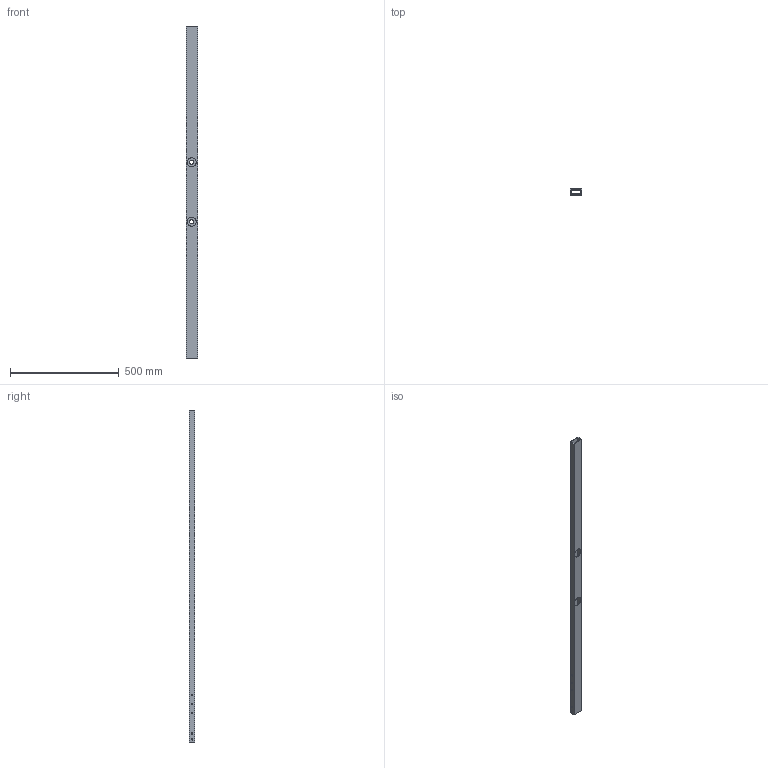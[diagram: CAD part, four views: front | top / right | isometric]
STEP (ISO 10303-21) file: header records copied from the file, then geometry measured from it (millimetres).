
FILE_DESCRIPTION(/* description */ (''),/* implementation_level */ '2;1');
FILE_NAME(/* name */ 'RectangularAluminumTubing_ipt_49b46234.STEP',/* time_stamp */ '2018-02-13T23:11:23-05:00',/* author */ ('Alyse'),/* organization */ (''),/* preprocessor_version */ 'ST-DEVELOPER v16.13',/* originating_system */ 'Autodesk Inventor 2018',/* authorisation */ '');
FILE_SCHEMA (('AUTOMOTIVE_DESIGN { 1 0 10303 214 3 1 1 }'));
Length unit declared in the file: inch
Products named in the file (1): RectangularAluminumTubing
Bounding box: 50.8 x 25.4 x 1524 mm (x, y, z)
Volume: 664387.5 mm3; surface area: 421314.9 mm2
Topology: 1 solids, 1 shells, 24 faces, 70 edges, 46 vertices
Faces by surface type: cylinder 14, plane 10
Full cylindrical faces by diameter (mm): 7.144 x10, 19.05 x2, 41.275 x2
Entity records: 819 total; most frequent: DIRECTION 132, CARTESIAN_POINT 123, ORIENTED_EDGE 108, EDGE_LOOP 66, EDGE_CURVE 54, AXIS2_PLACEMENT_3D 53, VERTEX_POINT 44, FACE_BOUND 42
